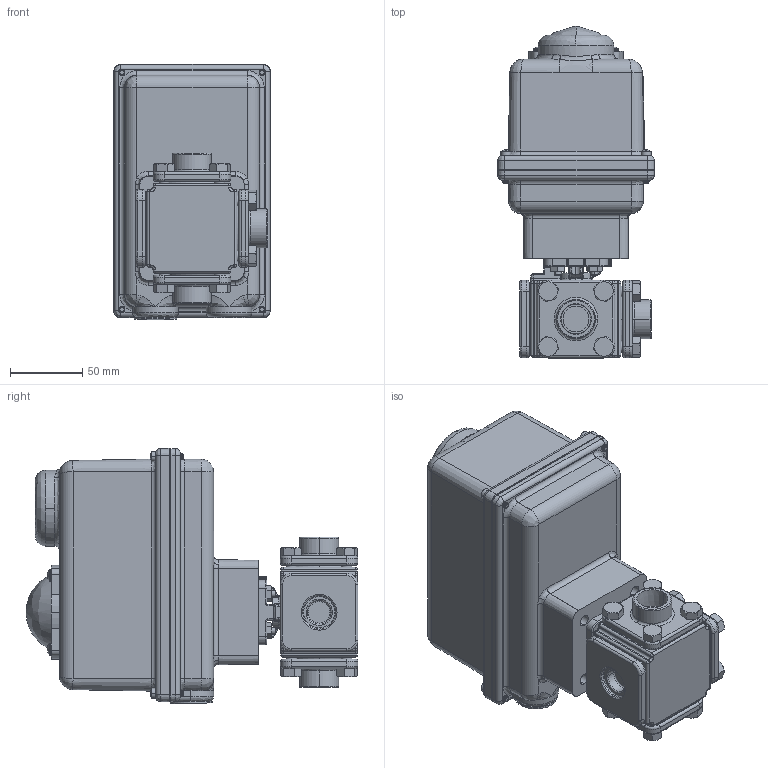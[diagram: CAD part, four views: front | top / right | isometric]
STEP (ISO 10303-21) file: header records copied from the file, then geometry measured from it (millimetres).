
FILE_DESCRIPTION (( 'STEP AP203' ), '1' );
FILE_NAME ('3W21-050-PT_ER-3.STEP', '2018-01-22T20:48:19', ( '' ), ( '' ), 'SwSTEP 2.0', 'SolidWorks 2014', '' );
FILE_SCHEMA (( 'CONFIG_CONTROL_DESIGN' ));
Products named in the file (1): 3W21-050-PT_ER-3
Bounding box: 108.29 x 229.25 x 176.31 mm (x, y, z)
Volume: 1754626.4 mm3; surface area: 205394.3 mm2
Topology: 10 solids, 10 shells, 1502 faces, 3937 edges, 2463 vertices
Faces by surface type: plane 522, cylinder 460, cone 267, bspline 132, torus 93, sphere 28
Entity records: 68834 total; most frequent: CARTESIAN_POINT 34391, ORIENTED_EDGE 7794, DIRECTION 6375, EDGE_CURVE 3897, VERTEX_POINT 2463, AXIS2_PLACEMENT_3D 2403, EDGE_LOOP 1604, VECTOR 1569
